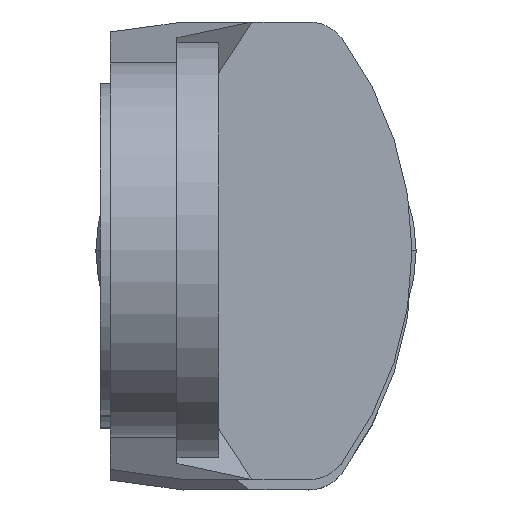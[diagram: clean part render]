
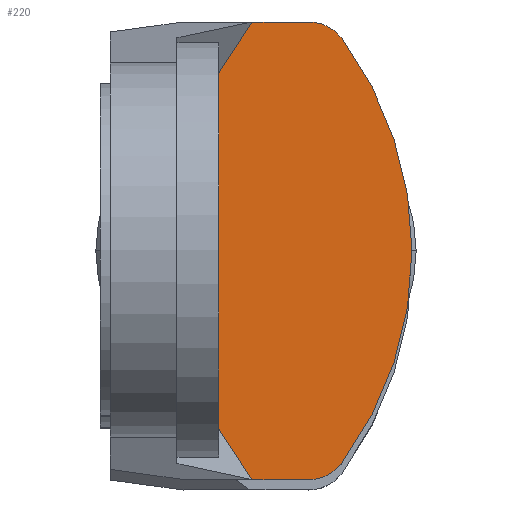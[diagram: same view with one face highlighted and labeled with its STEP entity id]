
A CAD part, top view. The second image highlights one B-rep face of the part: STEP entity #220.
In plain terms, the highlighted face is planar.
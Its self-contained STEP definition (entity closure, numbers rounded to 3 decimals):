
#220=ADVANCED_FACE('',(#450),#449,.F.);
#449=PLANE('',#1186);
#450=FACE_OUTER_BOUND('',#1187,.T.);
#1183=CARTESIAN_POINT('',(1.652,-13.2,20.8));
#1184=DIRECTION('',(0.,0.,1.));
#1185=DIRECTION('',(1.,0.,0.));
#1186=AXIS2_PLACEMENT_3D('',#1183,#1184,#1185);
#1187=EDGE_LOOP('',(#1678,#1679,#1680,#1681,#1682,#1683,#1684,#1685));
#1678=ORIENTED_EDGE('',*,*,#2046,.F.);
#1679=ORIENTED_EDGE('',*,*,#2047,.T.);
#1680=ORIENTED_EDGE('',*,*,#2042,.T.);
#1681=ORIENTED_EDGE('',*,*,#2048,.T.);
#1682=ORIENTED_EDGE('',*,*,#2049,.T.);
#1683=ORIENTED_EDGE('',*,*,#2050,.T.);
#1684=ORIENTED_EDGE('',*,*,#2051,.T.);
#1685=ORIENTED_EDGE('',*,*,#2052,.F.);
#2042=EDGE_CURVE('',#2510,#2511,#2512,.T.);
#2046=EDGE_CURVE('',#2538,#2539,#2540,.T.);
#2047=EDGE_CURVE('',#2538,#2510,#2546,.T.);
#2048=EDGE_CURVE('',#2511,#2552,#2553,.T.);
#2049=EDGE_CURVE('',#2552,#2559,#2560,.T.);
#2050=EDGE_CURVE('',#2559,#2566,#2567,.T.);
#2051=EDGE_CURVE('',#2566,#2573,#2574,.T.);
#2052=EDGE_CURVE('',#2539,#2573,#2580,.T.);
#2510=VERTEX_POINT('',#3726);
#2511=VERTEX_POINT('',#3727);
#2512=CIRCLE('',#3731,17.125);
#2538=VERTEX_POINT('',#3744);
#2539=VERTEX_POINT('',#3745);
#2540=(BOUNDED_CURVE() B_SPLINE_CURVE(1,(#3746,#3747),.UNSPECIFIED.,.F.,.F.) B_SPLINE_CURVE_WITH_KNOTS((2,2),(0.,1.),.UNSPECIFIED.) CURVE() GEOMETRIC_REPRESENTATION_ITEM() RATIONAL_B_SPLINE_CURVE((1.,1.)) REPRESENTATION_ITEM('') );
#2546=CIRCLE('',#3751,2.);
#2552=VERTEX_POINT('',#3752);
#2553=CIRCLE('',#3756,2.);
#2559=VERTEX_POINT('',#3757);
#2560=(BOUNDED_CURVE() B_SPLINE_CURVE(1,(#3758,#3759),.UNSPECIFIED.,.F.,.F.) B_SPLINE_CURVE_WITH_KNOTS((2,2),(0.,1.),.UNSPECIFIED.) CURVE() GEOMETRIC_REPRESENTATION_ITEM() RATIONAL_B_SPLINE_CURVE((1.,1.)) REPRESENTATION_ITEM('') );
#2566=VERTEX_POINT('',#3760);
#2567=(BOUNDED_CURVE() B_SPLINE_CURVE(1,(#3761,#3762),.UNSPECIFIED.,.F.,.F.) B_SPLINE_CURVE_WITH_KNOTS((2,2),(0.,1.),.UNSPECIFIED.) CURVE() GEOMETRIC_REPRESENTATION_ITEM() RATIONAL_B_SPLINE_CURVE((1.,1.)) REPRESENTATION_ITEM('') );
#2573=VERTEX_POINT('',#3763);
#2574=LINE('',#3764,#3765);
#2580=(BOUNDED_CURVE() B_SPLINE_CURVE(1,(#3767,#3768),.UNSPECIFIED.,.F.,.F.) B_SPLINE_CURVE_WITH_KNOTS((2,2),(0.,1.),.UNSPECIFIED.) CURVE() GEOMETRIC_REPRESENTATION_ITEM() RATIONAL_B_SPLINE_CURVE((1.,1.)) REPRESENTATION_ITEM('') );
#3726=CARTESIAN_POINT('',(11.138,10.19,20.8));
#3727=CARTESIAN_POINT('',(11.138,-10.19,20.8));
#3728=CARTESIAN_POINT('',(-2.625,0.,20.8));
#3729=DIRECTION('',(0.,0.,-1.));
#3730=DIRECTION('',(-1.,0.,0.));
#3731=AXIS2_PLACEMENT_3D('',#3728,#3729,#3730);
#3744=CARTESIAN_POINT('',(9.531,11.,20.8));
#3745=CARTESIAN_POINT('',(6.8,11.,20.8));
#3746=CARTESIAN_POINT('',(9.531,11.,20.8));
#3747=CARTESIAN_POINT('',(6.8,11.,20.8));
#3748=CARTESIAN_POINT('',(9.531,9.,20.8));
#3749=DIRECTION('',(0.,0.,-1.));
#3750=DIRECTION('',(-1.,0.,0.));
#3751=AXIS2_PLACEMENT_3D('',#3748,#3749,#3750);
#3752=CARTESIAN_POINT('',(9.531,-11.,20.8));
#3753=CARTESIAN_POINT('',(9.531,-9.,20.8));
#3754=DIRECTION('',(0.,0.,-1.));
#3755=DIRECTION('',(-1.,0.,0.));
#3756=AXIS2_PLACEMENT_3D('',#3753,#3754,#3755);
#3757=CARTESIAN_POINT('',(6.8,-11.,20.8));
#3758=CARTESIAN_POINT('',(9.531,-11.,20.8));
#3759=CARTESIAN_POINT('',(6.8,-11.,20.8));
#3760=CARTESIAN_POINT('',(3.2,-5.5,20.8));
#3761=CARTESIAN_POINT('',(6.8,-11.,20.8));
#3762=CARTESIAN_POINT('',(3.2,-5.5,20.8));
#3763=CARTESIAN_POINT('',(3.2,5.5,20.8));
#3764=CARTESIAN_POINT('',(3.2,-5.5,20.8));
#3765=VECTOR('',#3766,11.);
#3766=DIRECTION('',(0.,1.,0.));
#3767=CARTESIAN_POINT('',(6.8,11.,20.8));
#3768=CARTESIAN_POINT('',(3.2,5.5,20.8));
